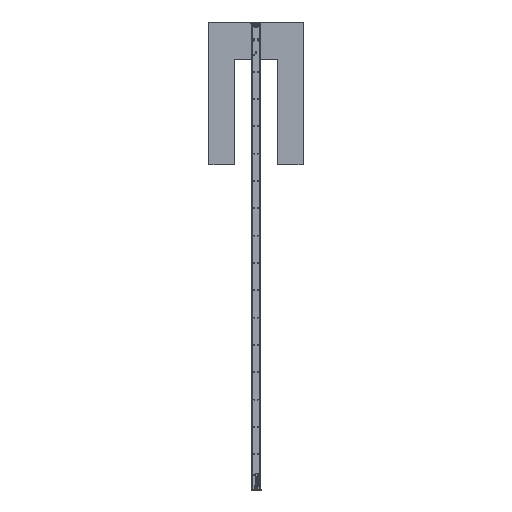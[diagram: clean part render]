
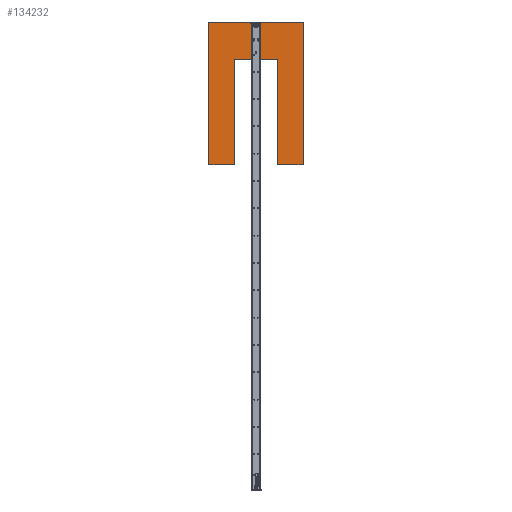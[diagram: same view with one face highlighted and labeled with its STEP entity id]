
A CAD part, top view. The second image highlights one B-rep face of the part: STEP entity #134232.
In plain terms, the highlighted planar face has unit normal (0, 0, 1).
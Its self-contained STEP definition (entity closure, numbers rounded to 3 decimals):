
#6253=FACE_BOUND('',#20700,.T.);
#6254=FACE_BOUND('',#20701,.T.);
#6255=FACE_BOUND('',#20702,.T.);
#6256=FACE_BOUND('',#20703,.T.);
#6625=PLANE('',#141748);
#13254=FACE_OUTER_BOUND('',#20699,.T.);
#20699=EDGE_LOOP('',(#91763,#91764,#91765,#91766,#91767,#91768,#91769,#91770));
#20700=EDGE_LOOP('',(#91771));
#20701=EDGE_LOOP('',(#91772));
#20702=EDGE_LOOP('',(#91773));
#20703=EDGE_LOOP('',(#91774));
#28494=LINE('',#194021,#41186);
#28498=LINE('',#194029,#41190);
#28501=LINE('',#194035,#41193);
#28509=LINE('',#194051,#41201);
#28511=LINE('',#194055,#41203);
#28513=LINE('',#194059,#41205);
#28515=LINE('',#194063,#41207);
#28517=LINE('',#194066,#41209);
#41186=VECTOR('',#154959,10.);
#41190=VECTOR('',#154965,10.);
#41193=VECTOR('',#154970,10.);
#41201=VECTOR('',#154982,10.);
#41203=VECTOR('',#154986,10.);
#41205=VECTOR('',#154990,10.);
#41207=VECTOR('',#154994,10.);
#41209=VECTOR('',#154998,10.);
#53872=CIRCLE('',#141723,2.75);
#53875=CIRCLE('',#141728,2.75);
#53878=CIRCLE('',#141733,2.75);
#53881=CIRCLE('',#141738,2.75);
#56671=VERTEX_POINT('',#193985);
#56674=VERTEX_POINT('',#193995);
#56677=VERTEX_POINT('',#194005);
#56680=VERTEX_POINT('',#194015);
#56681=VERTEX_POINT('',#194019);
#56682=VERTEX_POINT('',#194020);
#56685=VERTEX_POINT('',#194028);
#56687=VERTEX_POINT('',#194034);
#56693=VERTEX_POINT('',#194050);
#56694=VERTEX_POINT('',#194054);
#56695=VERTEX_POINT('',#194058);
#56696=VERTEX_POINT('',#194062);
#70566=EDGE_CURVE('',#56671,#56671,#53872,.T.);
#70571=EDGE_CURVE('',#56674,#56674,#53875,.T.);
#70576=EDGE_CURVE('',#56677,#56677,#53878,.T.);
#70581=EDGE_CURVE('',#56680,#56680,#53881,.T.);
#70582=EDGE_CURVE('',#56681,#56682,#28494,.T.);
#70586=EDGE_CURVE('',#56685,#56681,#28498,.T.);
#70589=EDGE_CURVE('',#56687,#56685,#28501,.T.);
#70597=EDGE_CURVE('',#56687,#56693,#28509,.T.);
#70599=EDGE_CURVE('',#56693,#56694,#28511,.T.);
#70601=EDGE_CURVE('',#56694,#56695,#28513,.T.);
#70603=EDGE_CURVE('',#56695,#56696,#28515,.T.);
#70605=EDGE_CURVE('',#56696,#56682,#28517,.T.);
#91763=ORIENTED_EDGE('',*,*,#70582,.T.);
#91764=ORIENTED_EDGE('',*,*,#70605,.F.);
#91765=ORIENTED_EDGE('',*,*,#70603,.F.);
#91766=ORIENTED_EDGE('',*,*,#70601,.F.);
#91767=ORIENTED_EDGE('',*,*,#70599,.F.);
#91768=ORIENTED_EDGE('',*,*,#70597,.F.);
#91769=ORIENTED_EDGE('',*,*,#70589,.T.);
#91770=ORIENTED_EDGE('',*,*,#70586,.T.);
#91771=ORIENTED_EDGE('',*,*,#70566,.T.);
#91772=ORIENTED_EDGE('',*,*,#70571,.T.);
#91773=ORIENTED_EDGE('',*,*,#70576,.T.);
#91774=ORIENTED_EDGE('',*,*,#70581,.T.);
#134232=ADVANCED_FACE('',(#13254,#6253,#6254,#6255,#6256),#6625,.T.);
#141723=AXIS2_PLACEMENT_3D('',#193987,#154919,#154920);
#141728=AXIS2_PLACEMENT_3D('',#193997,#154931,#154932);
#141733=AXIS2_PLACEMENT_3D('',#194007,#154943,#154944);
#141738=AXIS2_PLACEMENT_3D('',#194017,#154955,#154956);
#141748=AXIS2_PLACEMENT_3D('',#194067,#154999,#155000);
#154919=DIRECTION('center_axis',(0.,0.,
-1.));
#154920=DIRECTION('ref_axis',(1.,0.,0.));
#154931=DIRECTION('center_axis',(0.,0.,
-1.));
#154932=DIRECTION('ref_axis',(1.,0.,0.));
#154943=DIRECTION('center_axis',(0.,0.,
-1.));
#154944=DIRECTION('ref_axis',(1.,0.,0.));
#154955=DIRECTION('center_axis',(0.,0.,
-1.));
#154956=DIRECTION('ref_axis',(1.,0.,0.));
#154959=DIRECTION('',(0.,-1.,0.));
#154965=DIRECTION('',(1.,0.,0.));
#154970=DIRECTION('',(0.,1.,0.));
#154982=DIRECTION('',(-1.,0.,0.));
#154986=DIRECTION('',(0.,1.,0.));
#154990=DIRECTION('',(1.,0.,0.));
#154994=DIRECTION('',(0.,-1.,0.));
#154998=DIRECTION('',(-1.,0.,0.));
#154999=DIRECTION('center_axis',(0.,0.,
1.));
#155000=DIRECTION('ref_axis',(0.,-1.,0.));
#193985=CARTESIAN_POINT('',(-13.75,184.,6.));
#193987=CARTESIAN_POINT('Origin',(-11.,184.,6.));
#193995=CARTESIAN_POINT('',(-13.75,236.,6.));
#193997=CARTESIAN_POINT('Origin',(-11.,236.,6.));
#194005=CARTESIAN_POINT('',(8.25,184.,6.));
#194007=CARTESIAN_POINT('Origin',(11.,184.,6.));
#194015=CARTESIAN_POINT('',(8.25,236.,6.));
#194017=CARTESIAN_POINT('Origin',(11.,236.,6.));
#194019=CARTESIAN_POINT('',(75.,120.,6.));
#194020=CARTESIAN_POINT('',(75.,-250.,6.));
#194021=CARTESIAN_POINT('',(75.,60.,6.));
#194028=CARTESIAN_POINT('',(-75.,120.,6.));
#194029=CARTESIAN_POINT('',(-37.5,120.,6.));
#194034=CARTESIAN_POINT('',(-75.,-250.,6.));
#194035=CARTESIAN_POINT('',(-75.,-125.,6.));
#194050=CARTESIAN_POINT('',(-165.,-250.,6.));
#194051=CARTESIAN_POINT('',(-165.,-250.,6.));
#194054=CARTESIAN_POINT('',(-165.,250.,6.));
#194055=CARTESIAN_POINT('',(-165.,250.,6.));
#194058=CARTESIAN_POINT('',(165.,250.,6.));
#194059=CARTESIAN_POINT('',(165.,250.,6.));
#194062=CARTESIAN_POINT('',(165.,-250.,6.));
#194063=CARTESIAN_POINT('',(165.,-250.,6.));
#194066=CARTESIAN_POINT('',(-165.,-250.,6.));
#194067=CARTESIAN_POINT('Origin',(0.,0.,
6.));
